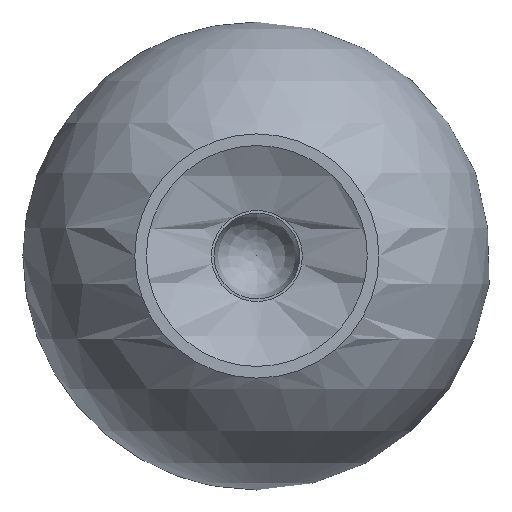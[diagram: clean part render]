
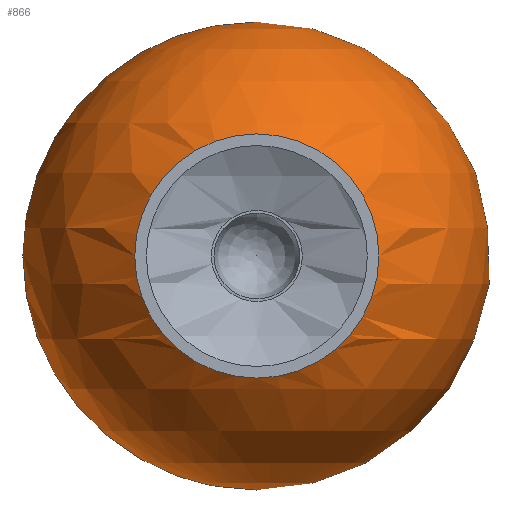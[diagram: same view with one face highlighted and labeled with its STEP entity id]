
A CAD part, front view. The second image highlights one B-rep face of the part: STEP entity #866.
In plain terms, the highlighted spherical face has radius 90 mm.
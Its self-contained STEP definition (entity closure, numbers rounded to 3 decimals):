
#21=FACE_BOUND('',#336,.T.);
#22=FACE_BOUND('',#337,.T.);
#32=SPHERICAL_SURFACE('',#981,90.);
#275=FACE_OUTER_BOUND('',#335,.T.);
#335=EDGE_LOOP('',(#801,#802));
#336=EDGE_LOOP('',(#803));
#337=EDGE_LOOP('',(#804));
#382=CIRCLE('',#980,17.802);
#383=CIRCLE('',#982,90.);
#384=CIRCLE('',#983,46.959);
#456=VERTEX_POINT('',#1514);
#457=VERTEX_POINT('',#1517);
#458=VERTEX_POINT('',#1518);
#459=VERTEX_POINT('',#1520);
#574=EDGE_CURVE('',#456,#456,#382,.T.);
#575=EDGE_CURVE('',#457,#458,#383,.T.);
#576=EDGE_CURVE('',#459,#459,#384,.T.);
#801=ORIENTED_EDGE('',*,*,#575,.T.);
#802=ORIENTED_EDGE('',*,*,#575,.F.);
#803=ORIENTED_EDGE('',*,*,#574,.T.);
#804=ORIENTED_EDGE('',*,*,#576,.F.);
#866=ADVANCED_FACE('',(#275,#21,#22),#32,.T.);
#980=AXIS2_PLACEMENT_3D('',#1515,#1238,#1239);
#981=AXIS2_PLACEMENT_3D('',#1516,#1240,#1241);
#982=AXIS2_PLACEMENT_3D('',#1519,#1242,#1243);
#983=AXIS2_PLACEMENT_3D('',#1521,#1244,#1245);
#1238=DIRECTION('center_axis',(0.,-1.,0.));
#1239=DIRECTION('ref_axis',(1.,0.,0.));
#1240=DIRECTION('center_axis',(0.,0.,1.));
#1241=DIRECTION('ref_axis',(1.,0.,0.));
#1242=DIRECTION('center_axis',(0.,-1.,0.));
#1243=DIRECTION('ref_axis',(-1.,0.,0.));
#1244=DIRECTION('center_axis',(0.,-1.,0.));
#1245=DIRECTION('ref_axis',(1.,0.,0.));
#1514=CARTESIAN_POINT('',(17.802,88.222,0.));
#1515=CARTESIAN_POINT('Origin',(0.,88.222,0.));
#1516=CARTESIAN_POINT('Origin',(0.,0.,0.));
#1517=CARTESIAN_POINT('',(0.,0.,90.));
#1518=CARTESIAN_POINT('',(0.,0.,-90.));
#1519=CARTESIAN_POINT('Origin',(0.,0.,0.));
#1520=CARTESIAN_POINT('',(46.959,-76.778,0.));
#1521=CARTESIAN_POINT('Origin',(0.,-76.778,0.));
